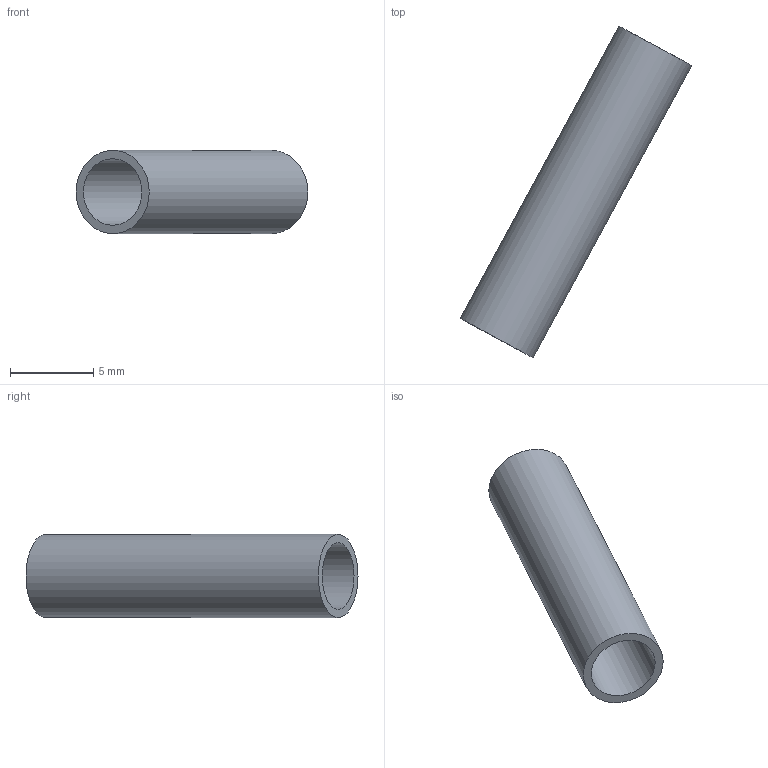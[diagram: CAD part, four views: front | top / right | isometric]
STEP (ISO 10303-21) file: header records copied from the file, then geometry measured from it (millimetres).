
FILE_DESCRIPTION(/* description */ (''),/* implementation_level */ '2;1');
FILE_NAME(/* name */ 'Bushing_5x20mm.step',/* time_stamp */ '2026-01-01T21:44:18+01:00',/* author */ (''),/* organization */ (''),/* preprocessor_version */ 'ST-DEVELOPER v20.1',/* originating_system */ 'Autodesk Translation Framework v14.21.0.0',/* authorisation */ '');
FILE_SCHEMA (('AUTOMOTIVE_DESIGN { 1 0 10303 214 3 1 1 }'));
Length unit declared in the file: millimetre
Products named in the file (2): TabletHolderAssembly_NokiaT10; Bushing_5x20mm
Assembly tree (1 placements, depth 2):
  TabletHolderAssembly_NokiaT10
    Bushing_5x20mm
Bounding box: 13.93 x 19.96 x 5 mm (x, y, z)
Volume: 141.4 mm3; surface area: 579.6 mm2
Topology: 1 solids, 1 shells, 4 faces, 6 edges, 4 vertices
Faces by surface type: cylinder 2, plane 2
Full cylindrical faces by diameter (mm): 4 x1, 5 x1
Entity records: 158 total; most frequent: DIRECTION 24, CARTESIAN_POINT 17, ORIENTED_EDGE 12, AXIS2_PLACEMENT_3D 11, EDGE_LOOP 6, EDGE_CURVE 6, FACE_OUTER_BOUND 4, CIRCLE 4
